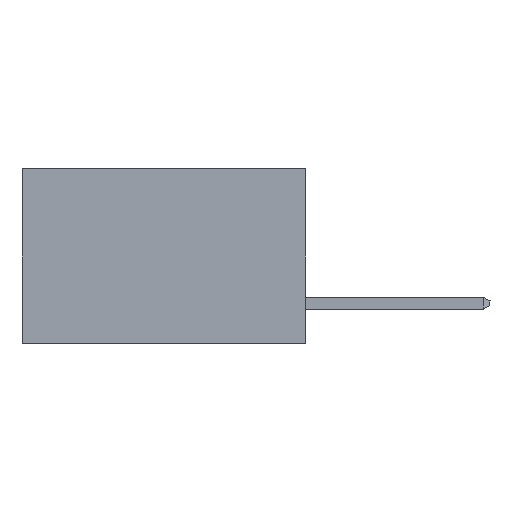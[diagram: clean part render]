
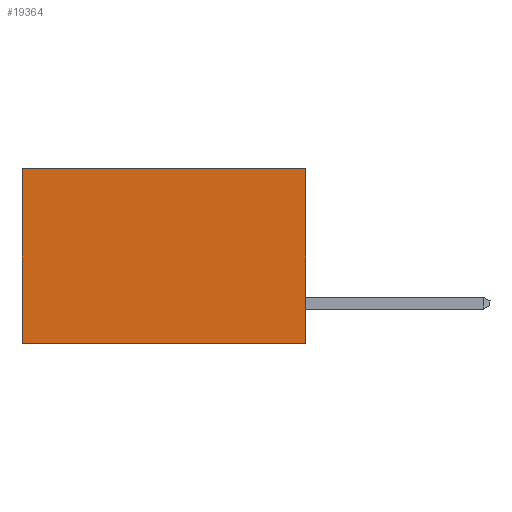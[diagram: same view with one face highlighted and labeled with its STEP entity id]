
A CAD part, left-side view. The second image highlights one B-rep face of the part: STEP entity #19364.
In plain terms, the highlighted planar face has unit normal (-1, 0, 0).
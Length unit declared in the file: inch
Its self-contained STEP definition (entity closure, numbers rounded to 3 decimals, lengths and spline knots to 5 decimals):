
#957 = DIRECTION ( 'NONE',  ( 1., 0., 0. ) ) ;
#1374 = AXIS2_PLACEMENT_3D ( 'NONE', #13576, #957, #18939 ) ;
#1512 = ORIENTED_EDGE ( 'NONE', *, *, #21425, .T. ) ;
#1884 = CARTESIAN_POINT ( 'NONE',  ( 0.2615, 0., -0.37 ) ) ;
#1947 = CARTESIAN_POINT ( 'NONE',  ( 0.2615, 0.6, 0. ) ) ;
#2543 = VERTEX_POINT ( 'NONE', #17759 ) ;
#3488 = VERTEX_POINT ( 'NONE', #16389 ) ;
#5189 = VECTOR ( 'NONE', #22453, 39.37008 ) ;
#7214 = LINE ( 'NONE', #1884, #20753 ) ;
#7940 = CARTESIAN_POINT ( 'NONE',  ( 0.2615, 0., 0. ) ) ;
#7964 = FACE_OUTER_BOUND ( 'NONE', #15211, .T. ) ;
#10468 = CARTESIAN_POINT ( 'NONE',  ( 0.2615, 0.6, -0.37 ) ) ;
#10499 = LINE ( 'NONE', #18130, #16262 ) ;
#10954 = ORIENTED_EDGE ( 'NONE', *, *, #19118, .F. ) ;
#11917 = LINE ( 'NONE', #19189, #15120 ) ;
#13024 = ORIENTED_EDGE ( 'NONE', *, *, #19751, .T. ) ;
#13547 = LINE ( 'NONE', #7940, #5189 ) ;
#13576 = CARTESIAN_POINT ( 'NONE',  ( 0.2615, 0., -0.37 ) ) ;
#14689 = VERTEX_POINT ( 'NONE', #1947 ) ;
#15120 = VECTOR ( 'NONE', #19419, 39.37008 ) ;
#15211 = EDGE_LOOP ( 'NONE', ( #1512, #10954, #16050, #13024 ) ) ;
#16050 = ORIENTED_EDGE ( 'NONE', *, *, #20275, .F. ) ;
#16262 = VECTOR ( 'NONE', #16348, 39.37008 ) ;
#16348 = DIRECTION ( 'NONE',  ( 0., 1., 0. ) ) ;
#16389 = CARTESIAN_POINT ( 'NONE',  ( 0.2615, 0., 0. ) ) ;
#16419 = DIRECTION ( 'NONE',  ( 0., 0., -1. ) ) ;
#17759 = CARTESIAN_POINT ( 'NONE',  ( 0.2615, 0., -0.37 ) ) ;
#18130 = CARTESIAN_POINT ( 'NONE',  ( 0.2615, 0., -0.37 ) ) ;
#18939 = DIRECTION ( 'NONE',  ( 0., 0., -1. ) ) ;
#19118 = EDGE_CURVE ( 'NONE', #2543, #19500, #10499, .T. ) ;
#19189 = CARTESIAN_POINT ( 'NONE',  ( 0.2615, 0.6, -0.37 ) ) ;
#19364 = ADVANCED_FACE ( 'NONE', ( #7964 ), #21056, .F. ) ;
#19419 = DIRECTION ( 'NONE',  ( 0., 0., -1. ) ) ;
#19500 = VERTEX_POINT ( 'NONE', #10468 ) ;
#19751 = EDGE_CURVE ( 'NONE', #3488, #14689, #13547, .T. ) ;
#20275 = EDGE_CURVE ( 'NONE', #3488, #2543, #7214, .T. ) ;
#20753 = VECTOR ( 'NONE', #16419, 39.37008 ) ;
#21056 = PLANE ( 'NONE',  #1374 ) ;
#21425 = EDGE_CURVE ( 'NONE', #14689, #19500, #11917, .T. ) ;
#22453 = DIRECTION ( 'NONE',  ( 0., 1., 0. ) ) ;
